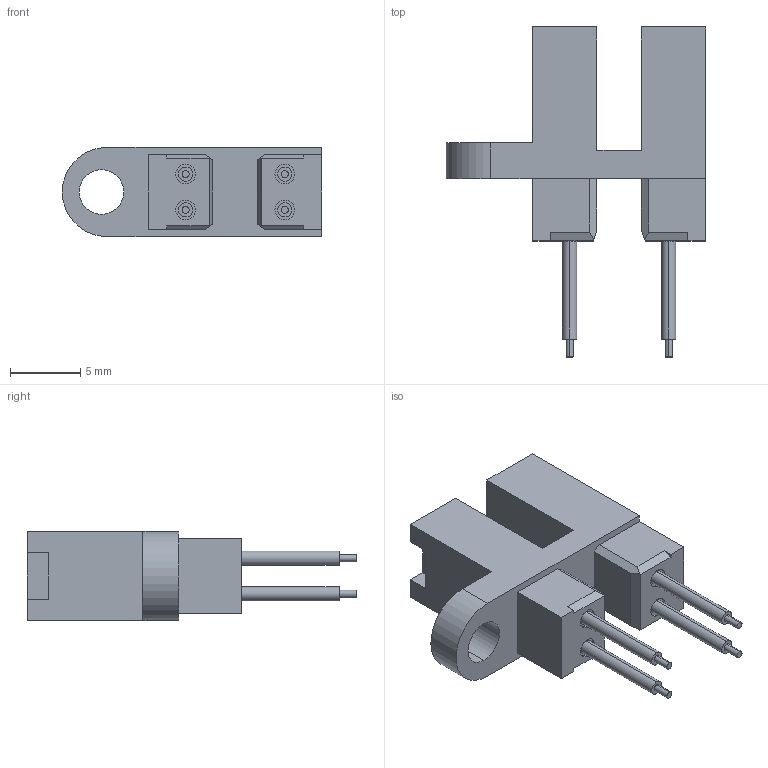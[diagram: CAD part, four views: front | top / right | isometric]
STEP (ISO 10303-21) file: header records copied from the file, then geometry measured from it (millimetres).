
FILE_DESCRIPTION (( 'STEP AP214' ), '1' );
FILE_NAME ('OPB380L51Z.STEP', '2015-05-12T13:19:03', ( '' ), ( '' ), 'SwSTEP 2.0', 'SolidWorks 2014', '' );
FILE_SCHEMA (( 'AUTOMOTIVE_DESIGN' ));
Length unit declared in the file: inch
Products named in the file (1): OPB380L51Z
Bounding box: 18.47 x 23.5 x 6.35 mm (x, y, z)
Volume: 959.7 mm3; surface area: 994.5 mm2
Topology: 1 solids, 1 shells, 97 faces, 242 edges, 160 vertices
Faces by surface type: plane 70, cylinder 27
Entity records: 3234 total; most frequent: CARTESIAN_POINT 500, DIRECTION 492, ORIENTED_EDGE 484, EDGE_CURVE 242, LINE 188, VECTOR 188, VERTEX_POINT 160, AXIS2_PLACEMENT_3D 152
